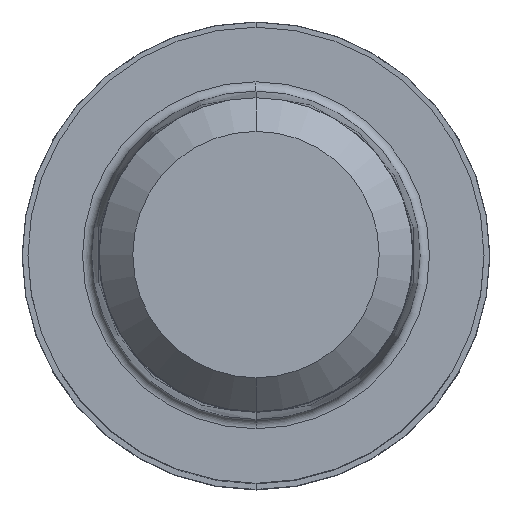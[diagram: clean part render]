
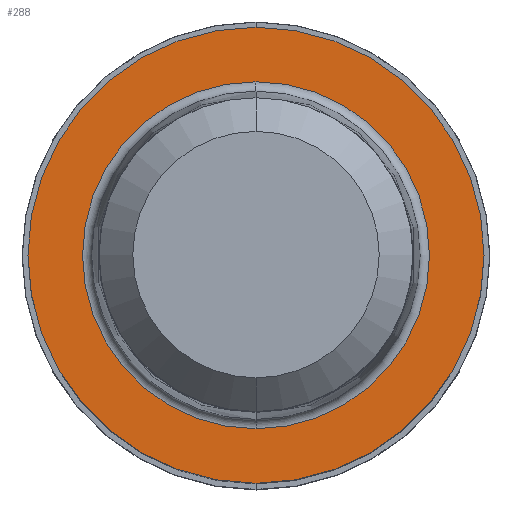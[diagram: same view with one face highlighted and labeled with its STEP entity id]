
A CAD part, top view. The second image highlights one B-rep face of the part: STEP entity #288.
In plain terms, the highlighted planar face has unit normal (0, 0, 1).
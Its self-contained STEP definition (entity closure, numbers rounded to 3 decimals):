
#168=VERTEX_POINT('',#457);
#174=VERTEX_POINT('',#463);
#198=EDGE_CURVE('',#392,#426,#489,.T.);
#288=ADVANCED_FACE('',(#598,#599),#600,.T.);
#296=EDGE_CURVE('',#174,#168,#609,.T.);
#324=EDGE_CURVE('',#168,#174,#640,.T.);
#370=EDGE_CURVE('',#426,#392,#692,.T.);
#392=VERTEX_POINT('',#715);
#426=VERTEX_POINT('',#752);
#457=CARTESIAN_POINT('',(0.,-5.85,0.01));
#463=CARTESIAN_POINT('',(0.0,5.85,0.01));
#489=CIRCLE('',#821,4.45);
#598=FACE_OUTER_BOUND('',#953,.T.);
#599=FACE_BOUND('',#954,.T.);
#600=PLANE('',#955);
#609=CIRCLE('',#966,5.85);
#640=CIRCLE('',#1009,5.85);
#692=CIRCLE('',#1073,4.45);
#715=CARTESIAN_POINT('',(0.0,4.45,0.01));
#752=CARTESIAN_POINT('',(0.,-4.45,0.01));
#821=AXIS2_PLACEMENT_3D('',#1196,#1197,#1198);
#953=EDGE_LOOP('',(#1368,#1369));
#954=EDGE_LOOP('',(#1370,#1371));
#955=AXIS2_PLACEMENT_3D('',#1372,#1373,#1374);
#966=AXIS2_PLACEMENT_3D('',#1386,#1387,#1388);
#1009=AXIS2_PLACEMENT_3D('',#1416,#1417,#1418);
#1073=AXIS2_PLACEMENT_3D('',#1492,#1493,#1494);
#1196=CARTESIAN_POINT('',(0.0,0.0,0.01));
#1197=DIRECTION('',(0.0,0.0,-1.0));
#1198=DIRECTION('',(0.0,1.0,0.0));
#1368=ORIENTED_EDGE('',*,*,#296,.F.);
#1369=ORIENTED_EDGE('',*,*,#324,.F.);
#1370=ORIENTED_EDGE('',*,*,#198,.T.);
#1371=ORIENTED_EDGE('',*,*,#370,.T.);
#1372=CARTESIAN_POINT('',(0.0,2.925,0.01));
#1373=DIRECTION('',(-0.0,0.0,1.0));
#1374=DIRECTION('',(0.0,-1.0,0.0));
#1386=CARTESIAN_POINT('',(0.0,0.0,0.01));
#1387=DIRECTION('',(0.0,0.0,-1.0));
#1388=DIRECTION('',(0.0,1.0,0.0));
#1416=CARTESIAN_POINT('',(0.0,0.0,0.01));
#1417=DIRECTION('',(0.0,0.0,-1.0));
#1418=DIRECTION('',(0.0,1.0,0.0));
#1492=CARTESIAN_POINT('',(0.0,0.0,0.01));
#1493=DIRECTION('',(0.0,0.0,-1.0));
#1494=DIRECTION('',(0.0,1.0,0.0));
